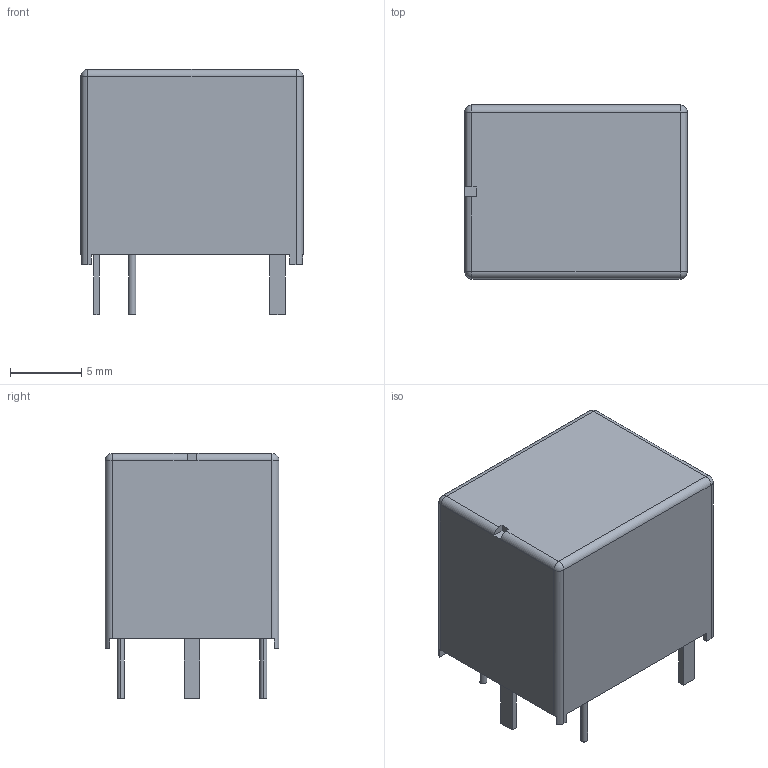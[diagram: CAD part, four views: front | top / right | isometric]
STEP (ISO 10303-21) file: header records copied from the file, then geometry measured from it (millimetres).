
FILE_DESCRIPTION (( 'STEP AP214' ), '1' );
FILE_NAME ('RELAY-TH_CMA51H-S-DCXX-C.step', '2022-07-09T13:04:33', ( '' ), ( '' ), 'SwSTEP 2.0', 'SolidWorks 2020', '' );
FILE_SCHEMA (( 'AUTOMOTIVE_DESIGN' ));
Length unit declared in the file: millimetre
Products named in the file (1): RELAY-TH_CMA51H-S-DCXX-C
Bounding box: 15.6 x 12.21 x 17.2 mm (x, y, z)
Volume: 2476.8 mm3; surface area: 1146.4 mm2
Topology: 1 solids, 1 shells, 339 faces, 908 edges, 598 vertices
Faces by surface type: plane 210, bspline 112, cylinder 13, sphere 4
Entity records: 14421 total; most frequent: CARTESIAN_POINT 3946, ORIENTED_EDGE 1808, DIRECTION 1162, EDGE_CURVE 904, LINE 646, VECTOR 646, VERTEX_POINT 598, EDGE_LOOP 370
